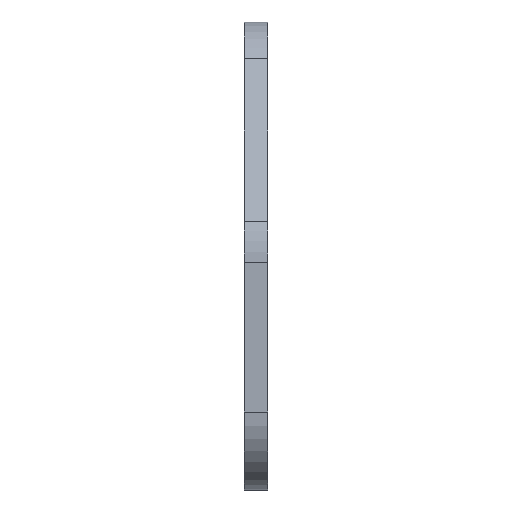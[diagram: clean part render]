
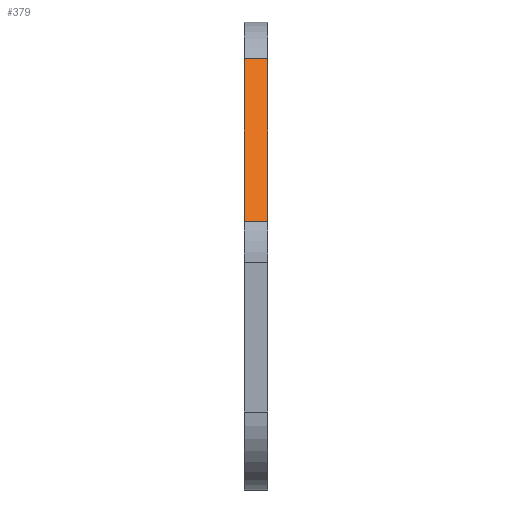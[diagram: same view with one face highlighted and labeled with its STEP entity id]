
A CAD part, left-side view. The second image highlights one B-rep face of the part: STEP entity #379.
In plain terms, the highlighted planar face has unit normal (-0.848, 0, 0.53).
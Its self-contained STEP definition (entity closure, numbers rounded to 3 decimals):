
#43 = CARTESIAN_POINT ( 'NONE',  ( -20.438, 3., 5.3 ) ) ;
#85 = CARTESIAN_POINT ( 'NONE',  ( -33.48, 3., -15.568 ) ) ;
#155 = EDGE_CURVE ( 'NONE', #449, #324, #265, .T. ) ;
#165 = CARTESIAN_POINT ( 'NONE',  ( -17.5, 0., 10. ) ) ;
#167 = EDGE_LOOP ( 'NONE', ( #250, #238, #358, #216 ) ) ;
#190 = CARTESIAN_POINT ( 'NONE',  ( -17.5, 3., 10. ) ) ;
#202 = VECTOR ( 'NONE', #245, 1000. ) ;
#209 = CARTESIAN_POINT ( 'NONE',  ( -20.438, 3., 5.3 ) ) ;
#216 = ORIENTED_EDGE ( 'NONE', *, *, #390, .T. ) ;
#227 = AXIS2_PLACEMENT_3D ( 'NONE', #190, #301, #593 ) ;
#232 = VECTOR ( 'NONE', #377, 1000. ) ;
#238 = ORIENTED_EDGE ( 'NONE', *, *, #428, .T. ) ;
#245 = DIRECTION ( 'NONE',  ( 0., -1., 0. ) ) ;
#250 = ORIENTED_EDGE ( 'NONE', *, *, #155, .T. ) ;
#265 = LINE ( 'NONE', #165, #344 ) ;
#267 = LINE ( 'NONE', #85, #202 ) ;
#301 = DIRECTION ( 'NONE',  ( 0.848, 0., -0.53 ) ) ;
#302 = VECTOR ( 'NONE', #303, 1000. ) ;
#303 = DIRECTION ( 'NONE',  ( 0.53, 0., 0.848 ) ) ;
#306 = CARTESIAN_POINT ( 'NONE',  ( -17.5, 3., 10. ) ) ;
#308 = EDGE_CURVE ( 'NONE', #645, #463, #681, .T. ) ;
#324 = VERTEX_POINT ( 'NONE', #430 ) ;
#331 = CARTESIAN_POINT ( 'NONE',  ( -33.48, 3., -15.568 ) ) ;
#344 = VECTOR ( 'NONE', #732, 1000. ) ;
#358 = ORIENTED_EDGE ( 'NONE', *, *, #308, .F. ) ;
#373 = CARTESIAN_POINT ( 'NONE',  ( -33.48, 0., -15.568 ) ) ;
#377 = DIRECTION ( 'NONE',  ( 0., 1., 0. ) ) ;
#379 = ADVANCED_FACE ( 'NONE', ( #558 ), #653, .F. ) ;
#390 = EDGE_CURVE ( 'NONE', #645, #449, #267, .T. ) ;
#428 = EDGE_CURVE ( 'NONE', #324, #463, #581, .T. ) ;
#430 = CARTESIAN_POINT ( 'NONE',  ( -20.438, 0., 5.3 ) ) ;
#449 = VERTEX_POINT ( 'NONE', #373 ) ;
#463 = VERTEX_POINT ( 'NONE', #209 ) ;
#558 = FACE_OUTER_BOUND ( 'NONE', #167, .T. ) ;
#581 = LINE ( 'NONE', #43, #232 ) ;
#593 = DIRECTION ( 'NONE',  ( -0.53, 0., -0.848 ) ) ;
#645 = VERTEX_POINT ( 'NONE', #331 ) ;
#653 = PLANE ( 'NONE',  #227 ) ;
#681 = LINE ( 'NONE', #306, #302 ) ;
#732 = DIRECTION ( 'NONE',  ( 0.53, 0., 0.848 ) ) ;
